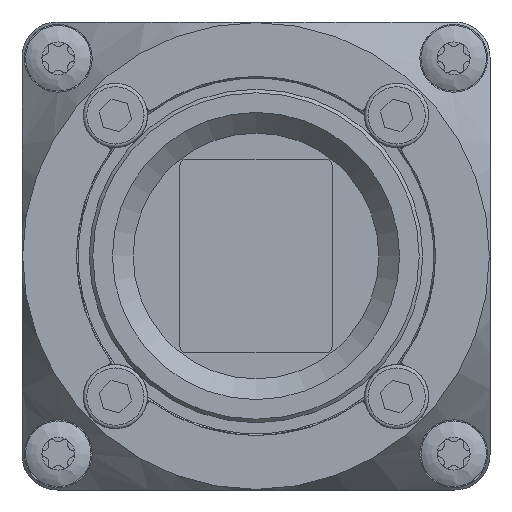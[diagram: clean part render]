
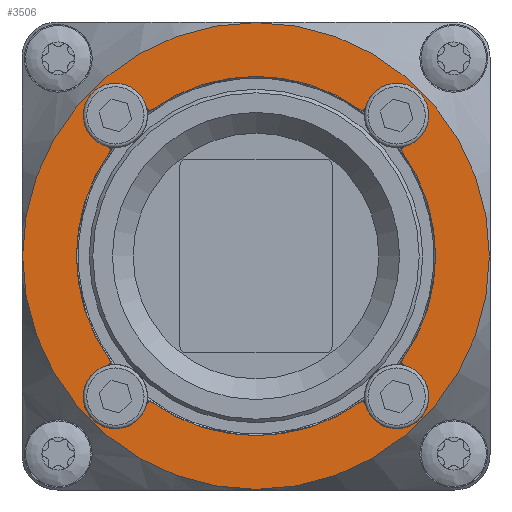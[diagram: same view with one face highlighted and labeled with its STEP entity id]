
A CAD part, left-side view. The second image highlights one B-rep face of the part: STEP entity #3506.
In plain terms, the highlighted planar face has unit normal (-1, 0, 0).
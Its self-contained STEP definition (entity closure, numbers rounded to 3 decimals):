
#3506 = ADVANCED_FACE( '', ( #7739, #7740 ), #7741, .F. );
#7739 = FACE_BOUND( '', #12780, .T. );
#7740 = FACE_OUTER_BOUND( '', #12781, .T. );
#7741 = PLANE( '', #12782 );
#12780 = EDGE_LOOP( '', ( #24113, #24114, #24115, #24116, #24117, #24118, #24119, #24120, #24121, #24122, #24123, #24124, #24125, #24126, #24127, #24128 ) );
#12781 = EDGE_LOOP( '', ( #24129 ) );
#12782 = AXIS2_PLACEMENT_3D( '', #24130, #24131, #24132 );
#24113 = ORIENTED_EDGE( '', *, *, #29727, .T. );
#24114 = ORIENTED_EDGE( '', *, *, #31799, .T. );
#24115 = ORIENTED_EDGE( '', *, *, #34300, .T. );
#24116 = ORIENTED_EDGE( '', *, *, #33358, .T. );
#24117 = ORIENTED_EDGE( '', *, *, #29719, .T. );
#24118 = ORIENTED_EDGE( '', *, *, #32707, .T. );
#24119 = ORIENTED_EDGE( '', *, *, #33279, .T. );
#24120 = ORIENTED_EDGE( '', *, *, #34301, .T. );
#24121 = ORIENTED_EDGE( '', *, *, #29711, .T. );
#24122 = ORIENTED_EDGE( '', *, *, #32020, .T. );
#24123 = ORIENTED_EDGE( '', *, *, #34302, .T. );
#24124 = ORIENTED_EDGE( '', *, *, #32227, .T. );
#24125 = ORIENTED_EDGE( '', *, *, #29735, .T. );
#24126 = ORIENTED_EDGE( '', *, *, #34054, .T. );
#24127 = ORIENTED_EDGE( '', *, *, #34303, .T. );
#24128 = ORIENTED_EDGE( '', *, *, #32893, .T. );
#24129 = ORIENTED_EDGE( '', *, *, #34304, .F. );
#24130 = CARTESIAN_POINT( '', ( 0., 20., 20. ) );
#24131 = DIRECTION( '', ( 1., 0., 0. ) );
#24132 = DIRECTION( '', ( 0., 0., -1. ) );
#29711 = EDGE_CURVE( '', #35653, #35651, #35654, .T. );
#29719 = EDGE_CURVE( '', #35669, #35667, #35670, .T. );
#29727 = EDGE_CURVE( '', #35685, #35683, #35686, .T. );
#29735 = EDGE_CURVE( '', #35701, #35699, #35702, .T. );
#31799 = EDGE_CURVE( '', #35683, #39330, #39331, .F. );
#32020 = EDGE_CURVE( '', #35651, #39673, #39674, .F. );
#32227 = EDGE_CURVE( '', #39979, #35701, #39980, .F. );
#32707 = EDGE_CURVE( '', #35667, #40714, #40715, .F. );
#32893 = EDGE_CURVE( '', #40990, #35685, #40991, .F. );
#33279 = EDGE_CURVE( '', #40714, #41545, #41547, .T. );
#33358 = EDGE_CURVE( '', #41655, #35669, #41656, .F. );
#34054 = EDGE_CURVE( '', #35699, #42579, #42580, .F. );
#34300 = EDGE_CURVE( '', #39330, #41655, #42873, .T. );
#34301 = EDGE_CURVE( '', #41545, #35653, #42874, .F. );
#34302 = EDGE_CURVE( '', #39673, #39979, #42875, .T. );
#34303 = EDGE_CURVE( '', #42579, #40990, #42876, .T. );
#34304 = EDGE_CURVE( '', #42877, #42877, #42878, .T. );
#35651 = VERTEX_POINT( '', #44609 );
#35653 = VERTEX_POINT( '', #44612 );
#35654 = CIRCLE( '', #44613, 15.35 );
#35667 = VERTEX_POINT( '', #44629 );
#35669 = VERTEX_POINT( '', #44632 );
#35670 = CIRCLE( '', #44633, 15.35 );
#35683 = VERTEX_POINT( '', #44649 );
#35685 = VERTEX_POINT( '', #44652 );
#35686 = CIRCLE( '', #44653, 15.35 );
#35699 = VERTEX_POINT( '', #44669 );
#35701 = VERTEX_POINT( '', #44672 );
#35702 = CIRCLE( '', #44673, 15.35 );
#39330 = VERTEX_POINT( '', #50106 );
#39331 = CIRCLE( '', #50107, 0.3 );
#39673 = VERTEX_POINT( '', #50592 );
#39674 = CIRCLE( '', #50593, 0.3 );
#39979 = VERTEX_POINT( '', #51035 );
#39980 = CIRCLE( '', #51036, 0.3 );
#40714 = VERTEX_POINT( '', #52176 );
#40715 = CIRCLE( '', #52177, 0.3 );
#40990 = VERTEX_POINT( '', #52582 );
#40991 = CIRCLE( '', #52583, 0.3 );
#41545 = VERTEX_POINT( '', #53356 );
#41547 = CIRCLE( '', #53359, 2.75 );
#41655 = VERTEX_POINT( '', #53523 );
#41656 = CIRCLE( '', #53524, 0.3 );
#42579 = VERTEX_POINT( '', #54924 );
#42580 = CIRCLE( '', #54925, 0.3 );
#42873 = CIRCLE( '', #55373, 2.75 );
#42874 = CIRCLE( '', #55374, 0.3 );
#42875 = CIRCLE( '', #55375, 2.75 );
#42876 = CIRCLE( '', #55376, 2.75 );
#42877 = VERTEX_POINT( '', #55377 );
#42878 = CIRCLE( '', #55378, 19.95 );
#44609 = CARTESIAN_POINT( '', ( 0., 8.888, -12.515 ) );
#44612 = CARTESIAN_POINT( '', ( 0., -8.888, -12.515 ) );
#44613 = AXIS2_PLACEMENT_3D( '', #57399, #57400, #57401 );
#44629 = CARTESIAN_POINT( '', ( 0., -12.515, -8.888 ) );
#44632 = CARTESIAN_POINT( '', ( 0., -12.515, 8.888 ) );
#44633 = AXIS2_PLACEMENT_3D( '', #57415, #57416, #57417 );
#44649 = CARTESIAN_POINT( '', ( 0., -8.888, 12.515 ) );
#44652 = CARTESIAN_POINT( '', ( 0., 8.888, 12.515 ) );
#44653 = AXIS2_PLACEMENT_3D( '', #57431, #57432, #57433 );
#44669 = CARTESIAN_POINT( '', ( 0., 12.515, 8.888 ) );
#44672 = CARTESIAN_POINT( '', ( 0., 12.515, -8.888 ) );
#44673 = AXIS2_PLACEMENT_3D( '', #57447, #57448, #57449 );
#50106 = CARTESIAN_POINT( '', ( 0., -9.353, 12.687 ) );
#50107 = AXIS2_PLACEMENT_3D( '', #59552, #59553, #59554 );
#50592 = CARTESIAN_POINT( '', ( 0., 9.353, -12.687 ) );
#50593 = AXIS2_PLACEMENT_3D( '', #59791, #59792, #59793 );
#51035 = CARTESIAN_POINT( '', ( 0., 12.687, -9.353 ) );
#51036 = AXIS2_PLACEMENT_3D( '', #60022, #60023, #60024 );
#52176 = CARTESIAN_POINT( '', ( 0., -12.687, -9.353 ) );
#52177 = AXIS2_PLACEMENT_3D( '', #60489, #60490, #60491 );
#52582 = CARTESIAN_POINT( '', ( 0., 9.353, 12.687 ) );
#52583 = AXIS2_PLACEMENT_3D( '', #60667, #60668, #60669 );
#53356 = CARTESIAN_POINT( '', ( 0., -9.353, -12.687 ) );
#53359 = AXIS2_PLACEMENT_3D( '', #61082, #61083, #61084 );
#53523 = CARTESIAN_POINT( '', ( 0., -12.687, 9.353 ) );
#53524 = AXIS2_PLACEMENT_3D( '', #61162, #61163, #61164 );
#54924 = CARTESIAN_POINT( '', ( 0., 12.687, 9.353 ) );
#54925 = AXIS2_PLACEMENT_3D( '', #61838, #61839, #61840 );
#55373 = AXIS2_PLACEMENT_3D( '', #62047, #62048, #62049 );
#55374 = AXIS2_PLACEMENT_3D( '', #62050, #62051, #62052 );
#55375 = AXIS2_PLACEMENT_3D( '', #62053, #62054, #62055 );
#55376 = AXIS2_PLACEMENT_3D( '', #62056, #62057, #62058 );
#55377 = CARTESIAN_POINT( '', ( 0., 0., -19.95 ) );
#55378 = AXIS2_PLACEMENT_3D( '', #62059, #62060, #62061 );
#57399 = CARTESIAN_POINT( '', ( 0., 0., 0. ) );
#57400 = DIRECTION( '', ( 1., 0., 0. ) );
#57401 = DIRECTION( '', ( 0., 0., -1. ) );
#57415 = CARTESIAN_POINT( '', ( 0., 0., 0. ) );
#57416 = DIRECTION( '', ( 1., 0., 0. ) );
#57417 = DIRECTION( '', ( 0., 0., -1. ) );
#57431 = CARTESIAN_POINT( '', ( 0., 0., 0. ) );
#57432 = DIRECTION( '', ( 1., 0., 0. ) );
#57433 = DIRECTION( '', ( 0., 0., -1. ) );
#57447 = CARTESIAN_POINT( '', ( 0., 0., 0. ) );
#57448 = DIRECTION( '', ( 1., 0., 0. ) );
#57449 = DIRECTION( '', ( 0., 0., -1. ) );
#59552 = CARTESIAN_POINT( '', ( 0., -9.062, 12.76 ) );
#59553 = DIRECTION( '', ( 1., 0., 0. ) );
#59554 = DIRECTION( '', ( 0., 0., -1. ) );
#59791 = CARTESIAN_POINT( '', ( 0., 9.062, -12.76 ) );
#59792 = DIRECTION( '', ( 1., 0., 0. ) );
#59793 = DIRECTION( '', ( 0., 0., -1. ) );
#60022 = CARTESIAN_POINT( '', ( 0., 12.76, -9.062 ) );
#60023 = DIRECTION( '', ( 1., 0., 0. ) );
#60024 = DIRECTION( '', ( 0., 0., -1. ) );
#60489 = CARTESIAN_POINT( '', ( 0., -12.76, -9.062 ) );
#60490 = DIRECTION( '', ( 1., 0., 0. ) );
#60491 = DIRECTION( '', ( 0., 0., -1. ) );
#60667 = CARTESIAN_POINT( '', ( 0., 9.062, 12.76 ) );
#60668 = DIRECTION( '', ( 1., 0., 0. ) );
#60669 = DIRECTION( '', ( 0., 0., -1. ) );
#61082 = CARTESIAN_POINT( '', ( 0., -12.021, -12.021 ) );
#61083 = DIRECTION( '', ( 1., 0., 0. ) );
#61084 = DIRECTION( '', ( 0., 0., -1. ) );
#61162 = CARTESIAN_POINT( '', ( 0., -12.76, 9.062 ) );
#61163 = DIRECTION( '', ( 1., 0., 0. ) );
#61164 = DIRECTION( '', ( 0., 0., -1. ) );
#61838 = CARTESIAN_POINT( '', ( 0., 12.76, 9.062 ) );
#61839 = DIRECTION( '', ( 1., 0., 0. ) );
#61840 = DIRECTION( '', ( 0., 0., -1. ) );
#62047 = CARTESIAN_POINT( '', ( 0., -12.021, 12.021 ) );
#62048 = DIRECTION( '', ( 1., 0., 0. ) );
#62049 = DIRECTION( '', ( 0., 0., -1. ) );
#62050 = CARTESIAN_POINT( '', ( 0., -9.062, -12.76 ) );
#62051 = DIRECTION( '', ( 1., 0., 0. ) );
#62052 = DIRECTION( '', ( 0., 0., -1. ) );
#62053 = CARTESIAN_POINT( '', ( 0., 12.021, -12.021 ) );
#62054 = DIRECTION( '', ( 1., 0., 0. ) );
#62055 = DIRECTION( '', ( 0., 0., -1. ) );
#62056 = CARTESIAN_POINT( '', ( 0., 12.021, 12.021 ) );
#62057 = DIRECTION( '', ( 1., 0., 0. ) );
#62058 = DIRECTION( '', ( 0., 0., -1. ) );
#62059 = CARTESIAN_POINT( '', ( 0., 0., 0. ) );
#62060 = DIRECTION( '', ( 1., 0., 0. ) );
#62061 = DIRECTION( '', ( 0., 0., -1. ) );
